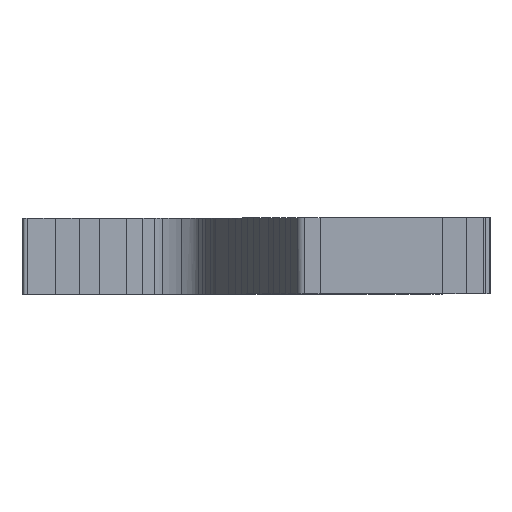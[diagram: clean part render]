
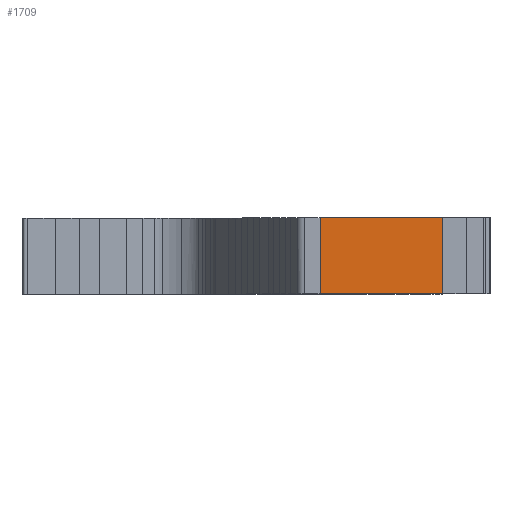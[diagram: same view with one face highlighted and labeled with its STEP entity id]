
A CAD part, top view. The second image highlights one B-rep face of the part: STEP entity #1709.
In plain terms, the highlighted free-form (B-spline) face has degree [3, 1] with [4, 2] control points.
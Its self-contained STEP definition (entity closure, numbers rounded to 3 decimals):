
#79=FACE_OUTER_BOUND('',#171,.T.);
#171=EDGE_LOOP('',(#1247,#1248,#1249,#1250));
#269=LINE('',#2924,#359);
#270=LINE('',#2943,#360);
#359=VECTOR('',#1819,10.);
#360=VECTOR('',#1820,10.);
#505=(
BOUNDED_CURVE()
B_SPLINE_CURVE(3,(#2934,#2935,#2936,#2937),.UNSPECIFIED.,.F.,.F.)
B_SPLINE_CURVE_WITH_KNOTS((4,4),(0.,1.),.UNSPECIFIED.)
CURVE()
GEOMETRIC_REPRESENTATION_ITEM()
RATIONAL_B_SPLINE_CURVE((1.,1.,1.,1.))
REPRESENTATION_ITEM('')
);
#506=(
BOUNDED_CURVE()
B_SPLINE_CURVE(3,(#2939,#2940,#2941,#2942),.UNSPECIFIED.,.F.,.F.)
B_SPLINE_CURVE_WITH_KNOTS((4,4),(-1.,0.),.UNSPECIFIED.)
CURVE()
GEOMETRIC_REPRESENTATION_ITEM()
RATIONAL_B_SPLINE_CURVE((1.,1.,1.,1.))
REPRESENTATION_ITEM('')
);
#685=VERTEX_POINT('',#2914);
#686=VERTEX_POINT('',#2919);
#687=VERTEX_POINT('',#2933);
#688=VERTEX_POINT('',#2938);
#921=EDGE_CURVE('',#685,#686,#269,.T.);
#922=EDGE_CURVE('',#685,#687,#505,.T.);
#923=EDGE_CURVE('',#688,#686,#506,.T.);
#924=EDGE_CURVE('',#687,#688,#270,.T.);
#1247=ORIENTED_EDGE('',*,*,#922,.F.);
#1248=ORIENTED_EDGE('',*,*,#921,.T.);
#1249=ORIENTED_EDGE('',*,*,#923,.F.);
#1250=ORIENTED_EDGE('',*,*,#924,.F.);
#1619=(
BOUNDED_SURFACE()
B_SPLINE_SURFACE(3,1,((#2925,#2926),(#2927,#2928),(#2929,#2930),(#2931,
#2932)),.UNSPECIFIED.,.F.,.F.,.F.)
B_SPLINE_SURFACE_WITH_KNOTS((4,4),(2,2),(-1.,0.),(0.,0.38),
 .UNSPECIFIED.)
GEOMETRIC_REPRESENTATION_ITEM()
RATIONAL_B_SPLINE_SURFACE(((1.,1.),(1.,1.),(1.,1.),(1.,1.)))
REPRESENTATION_ITEM('')
SURFACE()
);
#1709=ADVANCED_FACE('',(#79),#1619,.T.);
#1819=DIRECTION('',(0.,1.,0.));
#1820=DIRECTION('',(0.,1.,0.));
#2914=CARTESIAN_POINT('',(88.308,0.,119.122));
#2919=CARTESIAN_POINT('',(88.308,3.8,119.122));
#2924=CARTESIAN_POINT('',(88.308,0.,119.122));
#2925=CARTESIAN_POINT('Ctrl Pts',(82.179,0.,119.121));
#2926=CARTESIAN_POINT('Ctrl Pts',(82.179,3.8,119.121));
#2927=CARTESIAN_POINT('Ctrl Pts',(84.221,0.,119.122));
#2928=CARTESIAN_POINT('Ctrl Pts',(84.221,3.8,119.122));
#2929=CARTESIAN_POINT('Ctrl Pts',(86.264,0.,119.122));
#2930=CARTESIAN_POINT('Ctrl Pts',(86.264,3.8,119.122));
#2931=CARTESIAN_POINT('Ctrl Pts',(88.308,0.,119.122));
#2932=CARTESIAN_POINT('Ctrl Pts',(88.308,3.8,119.122));
#2933=CARTESIAN_POINT('',(82.179,0.,119.121));
#2934=CARTESIAN_POINT('Ctrl Pts',(88.308,0.,119.122));
#2935=CARTESIAN_POINT('Ctrl Pts',(86.264,0.,119.122));
#2936=CARTESIAN_POINT('Ctrl Pts',(84.221,0.,119.122));
#2937=CARTESIAN_POINT('Ctrl Pts',(82.179,0.,119.121));
#2938=CARTESIAN_POINT('',(82.179,3.8,119.121));
#2939=CARTESIAN_POINT('Ctrl Pts',(82.179,3.8,119.121));
#2940=CARTESIAN_POINT('Ctrl Pts',(84.221,3.8,119.122));
#2941=CARTESIAN_POINT('Ctrl Pts',(86.264,3.8,119.122));
#2942=CARTESIAN_POINT('Ctrl Pts',(88.308,3.8,119.122));
#2943=CARTESIAN_POINT('',(82.179,0.,119.121));
